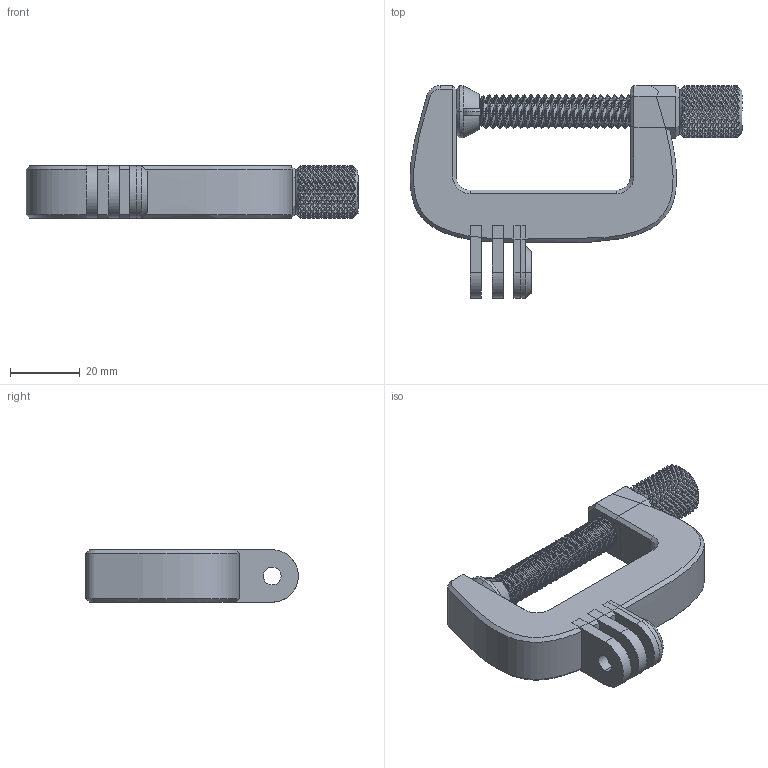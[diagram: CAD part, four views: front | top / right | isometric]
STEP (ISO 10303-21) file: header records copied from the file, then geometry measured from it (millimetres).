
FILE_DESCRIPTION(/* description */ (''),/* implementation_level */ '2;1');
FILE_NAME(/* name */ 'CCLAMP~2',/* time_stamp */ '2018-03-07T15:55:43+11:00',/* author */ (''),/* organization */ (''),/* preprocessor_version */ 'ST-DEVELOPER v15',/* originating_system */ '',/* authorisation */ '');
FILE_SCHEMA (('AUTOMOTIVE_DESIGN'));
Products named in the file (1): Document
Bounding box: 95.23 x 61 x 15 mm (x, y, z)
Volume: 34374.5 mm3; surface area: 14293.3 mm2
Topology: 3 solids, 3 shells, 11854 faces, 19506 edges, 7656 vertices
Faces by surface type: bspline 11768, plane 86
Entity records: 267921 total; most frequent: CARTESIAN_POINT 135369, ORIENTED_EDGE 39004, EDGE_CURVE 19502, B_SPLINE_CURVE_WITH_KNOTS 19296, EDGE_LOOP 11864, ADVANCED_FACE 11854, FACE_OUTER_BOUND 11854, B_SPLINE_SURFACE_WITH_KNOTS 11226
